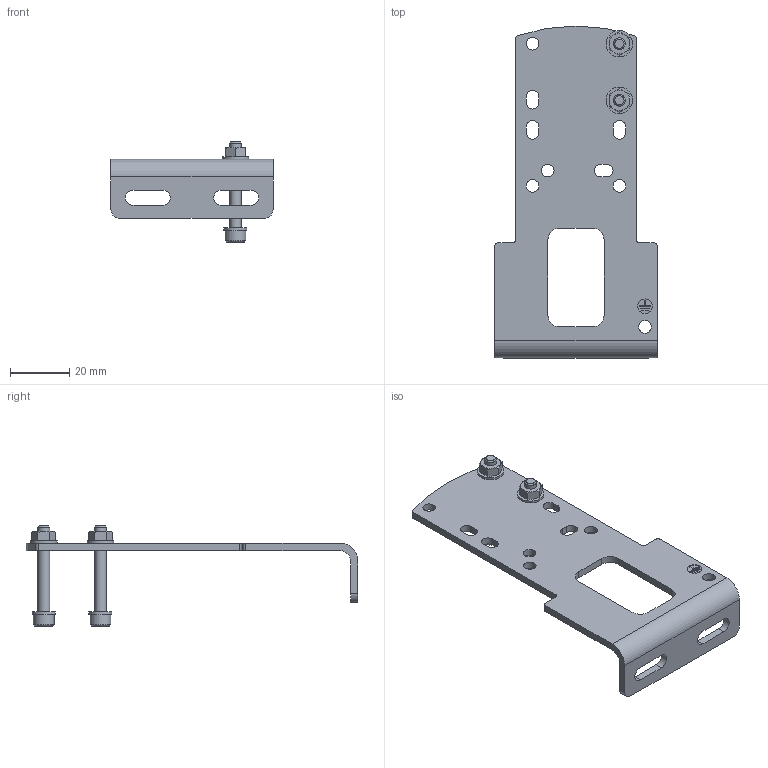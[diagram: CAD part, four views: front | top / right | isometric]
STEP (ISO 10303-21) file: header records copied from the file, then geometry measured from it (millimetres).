
FILE_DESCRIPTION(/* description */ ('STEP AP214'),/* implementation_level */ '2;1');
FILE_NAME(/* name */ '576412_VAME-B10-20-A',/* time_stamp */ '2024-09-16T07:22:07+02:00',/* author */ ('License CC BY-ND 4.0'),/* organization */ ('CADENAS'),/* preprocessor_version */ 'ST-DEVELOPER v19.3',/* originating_system */ 'PARTsolutions',/* authorisation */ ' ');
FILE_SCHEMA (('AUTOMOTIVE_DESIGN {1 0 10303 214 3 1 1}'));
Length unit declared in the file: millimetre
Products named in the file (6): 576412 VAME-B10-20-A; 576412 VAME-B10-20-A---(W); DIN-125A-1 -4.3(F); DIN 934 - M4(F); DIN-912 - M4x30(F); 371127 SCHEIBE 4.2X7.8
Assembly tree (9 placements, depth 2):
  576412 VAME-B10-20-A
    576412 VAME-B10-20-A---(W)
    DIN-125A-1 -4.3(F)  x2
    DIN 934 - M4(F)  x2
    DIN-912 - M4x30(F)  x2
    371127 SCHEIBE 4.2X7.8  x2
Bounding box: 55 x 112.5 x 34 mm (x, y, z)
Volume: 13827.5 mm3; surface area: 13618.6 mm2
Topology: 9 solids, 9 shells, 183 faces, 427 edges, 268 vertices
Faces by surface type: plane 103, cylinder 50, cone 30
Full cylindrical faces by diameter (mm): 3.242 x2, 4 x2, 4.2 x2, 4.3 x8, 5 x1, 7 x2, 7.8 x2, 9 x2
Entity records: 4116 total; most frequent: CARTESIAN_POINT 733, DIRECTION 682, ORIENTED_EDGE 612, EDGE_CURVE 306, AXIS2_PLACEMENT_3D 250, VERTEX_POINT 211, FACE_BOUND 197, EDGE_LOOP 196
